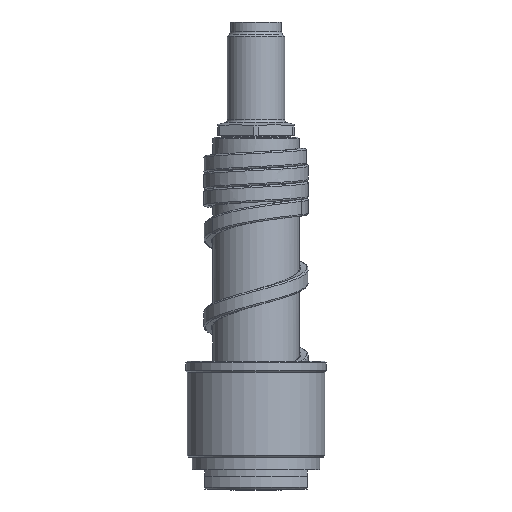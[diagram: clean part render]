
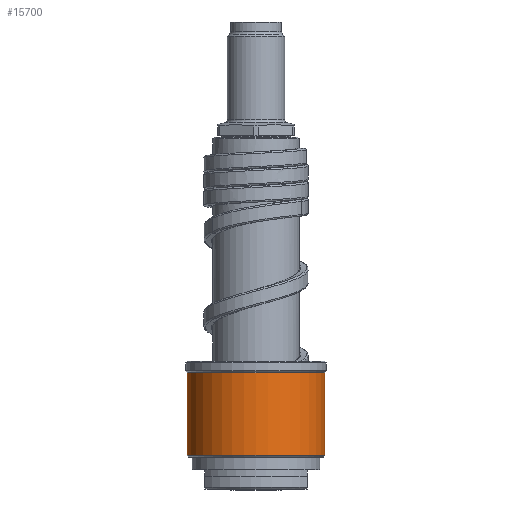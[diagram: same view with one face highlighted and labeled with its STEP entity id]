
A CAD part, front view. The second image highlights one B-rep face of the part: STEP entity #15700.
In plain terms, the highlighted cylindrical face has radius 21.5 mm (diameter 43 mm), a partial arc.
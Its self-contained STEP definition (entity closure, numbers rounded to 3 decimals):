
#5951=CARTESIAN_POINT('',(0.,0.,10.583));
#5952=DIRECTION('',(0.,0.,1.));
#5953=DIRECTION('',(-1.,0.,0.));
#5954=AXIS2_PLACEMENT_3D('',#5951,#5952,#5953);
#5956=DIRECTION('',(0.,0.,-1.));
#5957=VECTOR('',#5956,25.834);
#5958=CARTESIAN_POINT('',(-21.5,0.,36.417));
#5959=LINE('',#5958,#5957);
#5960=CARTESIAN_POINT('',(0.,0.,36.417));
#5961=DIRECTION('',(0.,0.,1.));
#5962=DIRECTION('',(-1.,0.,0.));
#5963=AXIS2_PLACEMENT_3D('',#5960,#5961,#5962);
#5965=DIRECTION('',(0.,0.,-1.));
#5966=VECTOR('',#5965,25.834);
#5967=CARTESIAN_POINT('',(21.5,0.,36.417));
#5968=LINE('',#5967,#5966);
#6309=CARTESIAN_POINT('',(21.5,0.,36.417));
#6310=CARTESIAN_POINT('',(-21.5,0.,36.417));
#6311=VERTEX_POINT('',#6309);
#6312=VERTEX_POINT('',#6310);
#6335=CARTESIAN_POINT('',(21.5,0.,10.583));
#6336=VERTEX_POINT('',#6335);
#6337=CARTESIAN_POINT('',(-21.5,0.,10.583));
#6338=VERTEX_POINT('',#6337);
#15688=CARTESIAN_POINT('',(0.,0.,8.5));
#15689=DIRECTION('',(0.,0.,1.));
#15690=DIRECTION('',(-1.,0.,0.));
#15691=AXIS2_PLACEMENT_3D('',#15688,#15689,#15690);
#15692=CYLINDRICAL_SURFACE('',#15691,21.5);
#15693=ORIENTED_EDGE('',*,*,#13659,.F.);
#15694=ORIENTED_EDGE('',*,*,#13640,.F.);
#15696=ORIENTED_EDGE('',*,*,#15695,.T.);
#15697=ORIENTED_EDGE('',*,*,#13636,.T.);
#15698=EDGE_LOOP('',(#15693,#15694,#15696,#15697));
#15699=FACE_OUTER_BOUND('',#15698,.F.);
#5955=CIRCLE('',#5954,21.5);
#5964=CIRCLE('',#5963,21.5);
#13636=EDGE_CURVE('',#6311,#6336,#5968,.T.);
#13640=EDGE_CURVE('',#6312,#6338,#5959,.T.);
#13659=EDGE_CURVE('',#6338,#6336,#5955,.T.);
#15695=EDGE_CURVE('',#6312,#6311,#5964,.T.);
#15700=ADVANCED_FACE('',(#15699),#15692,.T.);
